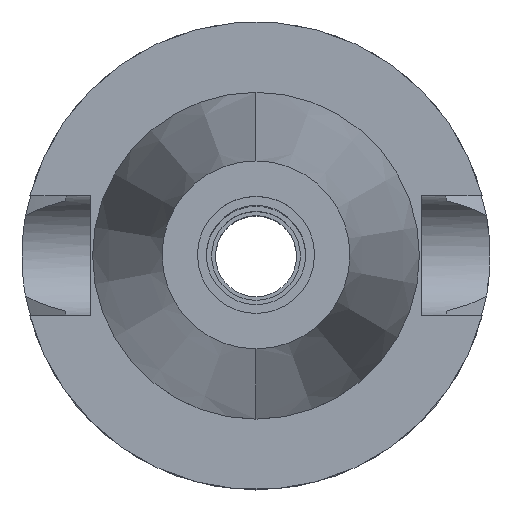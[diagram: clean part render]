
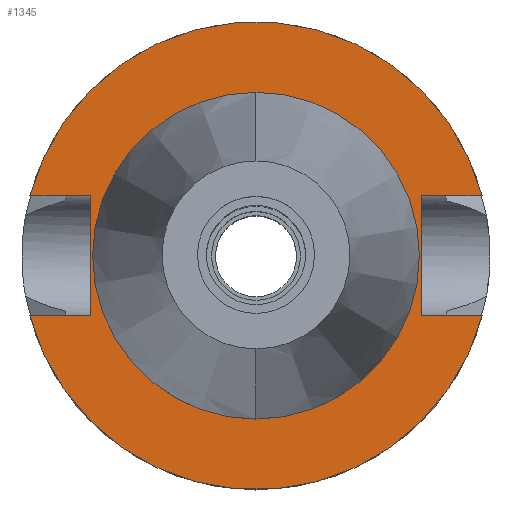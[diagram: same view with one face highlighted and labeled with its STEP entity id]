
A CAD part, top view. The second image highlights one B-rep face of the part: STEP entity #1345.
In plain terms, the highlighted planar face has unit normal (0, 0, 1).
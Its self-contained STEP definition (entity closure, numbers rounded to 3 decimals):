
#37 = LINE ( 'NONE', #1190, #2451 ) ;
#156 = CIRCLE ( 'NONE', #2488, 50. ) ;
#157 = CARTESIAN_POINT ( 'NONE',  ( -35.4, 12.85, -3. ) ) ;
#386 = CARTESIAN_POINT ( 'NONE',  ( -48.321, -12.85, -3. ) ) ;
#398 = DIRECTION ( 'NONE',  ( 0., 0., -1. ) ) ;
#488 = FACE_BOUND ( 'NONE', #1843, .T. ) ;
#537 = ORIENTED_EDGE ( 'NONE', *, *, #1230, .T. ) ;
#543 = ORIENTED_EDGE ( 'NONE', *, *, #2996, .F. ) ;
#638 = DIRECTION ( 'NONE',  ( 0., 0., -1. ) ) ;
#671 = EDGE_CURVE ( 'NONE', #2224, #2987, #156, .T. ) ;
#700 = LINE ( 'NONE', #1859, #2494 ) ;
#723 = ORIENTED_EDGE ( 'NONE', *, *, #2226, .F. ) ;
#729 = VERTEX_POINT ( 'NONE', #1529 ) ;
#744 = VERTEX_POINT ( 'NONE', #2957 ) ;
#747 = CARTESIAN_POINT ( 'NONE',  ( -48.321, 12.85, -3. ) ) ;
#781 = DIRECTION ( 'NONE',  ( 0., -1., 0. ) ) ;
#822 = VECTOR ( 'NONE', #3472, 1000. ) ;
#845 = VERTEX_POINT ( 'NONE', #2791 ) ;
#893 = CARTESIAN_POINT ( 'NONE',  ( 0., 0., -3. ) ) ;
#957 = DIRECTION ( 'NONE',  ( 0., -1., 0. ) ) ;
#974 = DIRECTION ( 'NONE',  ( 0., 0., 1. ) ) ;
#1050 = VECTOR ( 'NONE', #1648, 1000. ) ;
#1053 = EDGE_CURVE ( 'NONE', #729, #3000, #1783, .T. ) ;
#1065 = CARTESIAN_POINT ( 'NONE',  ( 0., 0., -3. ) ) ;
#1072 = AXIS2_PLACEMENT_3D ( 'NONE', #893, #638, #1537 ) ;
#1123 = VERTEX_POINT ( 'NONE', #2656 ) ;
#1127 = CIRCLE ( 'NONE', #1072, 50. ) ;
#1153 = VERTEX_POINT ( 'NONE', #1559 ) ;
#1187 = EDGE_CURVE ( 'NONE', #1123, #2224, #3268, .T. ) ;
#1190 = CARTESIAN_POINT ( 'NONE',  ( -35.4, -12.85, -3. ) ) ;
#1205 = ORIENTED_EDGE ( 'NONE', *, *, #671, .F. ) ;
#1230 = EDGE_CURVE ( 'NONE', #1153, #2987, #700, .T. ) ;
#1244 = AXIS2_PLACEMENT_3D ( 'NONE', #3210, #974, #957 ) ;
#1284 = CARTESIAN_POINT ( 'NONE',  ( 48.321, -12.85, -3. ) ) ;
#1345 = ADVANCED_FACE ( 'NONE', ( #1912, #488 ), #3620, .F. ) ;
#1367 = CARTESIAN_POINT ( 'NONE',  ( 35.4, 12.85, -3. ) ) ;
#1501 = CARTESIAN_POINT ( 'NONE',  ( 0., 34.925, -3. ) ) ;
#1529 = CARTESIAN_POINT ( 'NONE',  ( 0., -34.925, -3. ) ) ;
#1537 = DIRECTION ( 'NONE',  ( 0., 1., 0. ) ) ;
#1559 = CARTESIAN_POINT ( 'NONE',  ( -35.4, -12.85, -3. ) ) ;
#1612 = EDGE_LOOP ( 'NONE', ( #537, #1205, #2861, #3676, #2267, #543, #723, #3220 ) ) ;
#1648 = DIRECTION ( 'NONE',  ( -1., 0., 0. ) ) ;
#1783 = CIRCLE ( 'NONE', #1244, 34.925 ) ;
#1793 = AXIS2_PLACEMENT_3D ( 'NONE', #1065, #3342, #781 ) ;
#1813 = EDGE_CURVE ( 'NONE', #3317, #845, #2479, .T. ) ;
#1824 = CARTESIAN_POINT ( 'NONE',  ( 35.4, -12.85, -3. ) ) ;
#1843 = EDGE_LOOP ( 'NONE', ( #3275, #3015 ) ) ;
#1847 = CARTESIAN_POINT ( 'NONE',  ( 0., 0., -3. ) ) ;
#1859 = CARTESIAN_POINT ( 'NONE',  ( -35.4, -12.85, -3. ) ) ;
#1912 = FACE_OUTER_BOUND ( 'NONE', #1612, .T. ) ;
#1923 = EDGE_CURVE ( 'NONE', #3317, #1123, #2798, .T. ) ;
#2138 = DIRECTION ( 'NONE',  ( 0., -1., 0. ) ) ;
#2175 = LINE ( 'NONE', #157, #1050 ) ;
#2224 = VERTEX_POINT ( 'NONE', #1284 ) ;
#2226 = EDGE_CURVE ( 'NONE', #744, #2290, #2175, .T. ) ;
#2264 = DIRECTION ( 'NONE',  ( 0., 1., 0. ) ) ;
#2267 = ORIENTED_EDGE ( 'NONE', *, *, #1813, .T. ) ;
#2290 = VERTEX_POINT ( 'NONE', #747 ) ;
#2445 = CARTESIAN_POINT ( 'NONE',  ( 35.4, 12.85, -3. ) ) ;
#2451 = VECTOR ( 'NONE', #2264, 1000. ) ;
#2479 = LINE ( 'NONE', #1367, #2498 ) ;
#2480 = EDGE_CURVE ( 'NONE', #3000, #729, #3428, .T. ) ;
#2488 = AXIS2_PLACEMENT_3D ( 'NONE', #1847, #398, #2138 ) ;
#2494 = VECTOR ( 'NONE', #3359, 1000. ) ;
#2496 = CARTESIAN_POINT ( 'NONE',  ( 0., 0., -3. ) ) ;
#2498 = VECTOR ( 'NONE', #2726, 1000. ) ;
#2656 = CARTESIAN_POINT ( 'NONE',  ( 35.4, -12.85, -3. ) ) ;
#2726 = DIRECTION ( 'NONE',  ( 1., 0., 0. ) ) ;
#2791 = CARTESIAN_POINT ( 'NONE',  ( 48.321, 12.85, -3. ) ) ;
#2798 = LINE ( 'NONE', #3423, #3501 ) ;
#2843 = DIRECTION ( 'NONE',  ( 0., 0., 1. ) ) ;
#2861 = ORIENTED_EDGE ( 'NONE', *, *, #1187, .F. ) ;
#2957 = CARTESIAN_POINT ( 'NONE',  ( -35.4, 12.85, -3. ) ) ;
#2987 = VERTEX_POINT ( 'NONE', #386 ) ;
#2996 = EDGE_CURVE ( 'NONE', #2290, #845, #1127, .T. ) ;
#3000 = VERTEX_POINT ( 'NONE', #1501 ) ;
#3015 = ORIENTED_EDGE ( 'NONE', *, *, #1053, .F. ) ;
#3020 = AXIS2_PLACEMENT_3D ( 'NONE', #2496, #2843, #3453 ) ;
#3210 = CARTESIAN_POINT ( 'NONE',  ( 0., 0., -3. ) ) ;
#3220 = ORIENTED_EDGE ( 'NONE', *, *, #3366, .F. ) ;
#3268 = LINE ( 'NONE', #1824, #822 ) ;
#3275 = ORIENTED_EDGE ( 'NONE', *, *, #2480, .F. ) ;
#3317 = VERTEX_POINT ( 'NONE', #2445 ) ;
#3342 = DIRECTION ( 'NONE',  ( 0., 0., -1. ) ) ;
#3359 = DIRECTION ( 'NONE',  ( -1., 0., 0. ) ) ;
#3366 = EDGE_CURVE ( 'NONE', #1153, #744, #37, .T. ) ;
#3405 = DIRECTION ( 'NONE',  ( 0., -1., 0. ) ) ;
#3423 = CARTESIAN_POINT ( 'NONE',  ( 35.4, 12.85, -3. ) ) ;
#3428 = CIRCLE ( 'NONE', #3020, 34.925 ) ;
#3453 = DIRECTION ( 'NONE',  ( 0., 1., 0. ) ) ;
#3472 = DIRECTION ( 'NONE',  ( 1., 0., 0. ) ) ;
#3501 = VECTOR ( 'NONE', #3405, 1000. ) ;
#3620 = PLANE ( 'NONE',  #1793 ) ;
#3676 = ORIENTED_EDGE ( 'NONE', *, *, #1923, .F. ) ;
